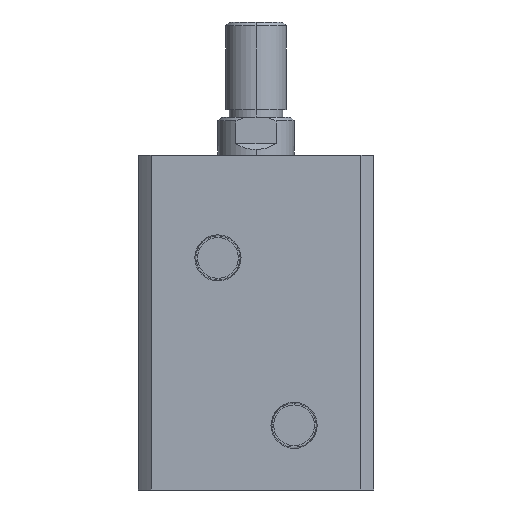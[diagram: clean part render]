
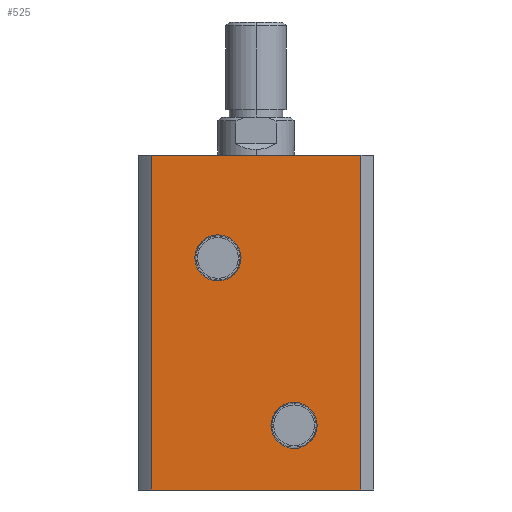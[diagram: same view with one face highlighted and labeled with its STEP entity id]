
A CAD part, left-side view. The second image highlights one B-rep face of the part: STEP entity #525.
In plain terms, the highlighted planar face has unit normal (-1, 0, 0).
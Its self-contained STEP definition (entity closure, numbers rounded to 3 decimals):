
#119 = DIRECTION ( 'NONE',  ( 0., 0., -1. ) ) ;
#123 = CARTESIAN_POINT ( 'NONE',  ( -31., 0., 88. ) ) ;
#124 = CARTESIAN_POINT ( 'NONE',  ( -31., 27.591, 88. ) ) ;
#129 = DIRECTION ( 'NONE',  ( 0., -1., 0. ) ) ;
#130 = CARTESIAN_POINT ( 'NONE',  ( -31., -27.591, 88. ) ) ;
#131 = DIRECTION ( 'NONE',  ( 0., 0., -1. ) ) ;
#132 = CARTESIAN_POINT ( 'NONE',  ( -31., 0., 0. ) ) ;
#133 = DIRECTION ( 'NONE',  ( 0., -1., 0. ) ) ;
#135 = CARTESIAN_POINT ( 'NONE',  ( -31., -10., 17. ) ) ;
#136 = DIRECTION ( 'NONE',  ( -1., 0., 0. ) ) ;
#137 = DIRECTION ( 'NONE',  ( 0., 0., 1. ) ) ;
#138 = CARTESIAN_POINT ( 'NONE',  ( -31., 10., 61. ) ) ;
#139 = DIRECTION ( 'NONE',  ( -1., 0., 0. ) ) ;
#140 = DIRECTION ( 'NONE',  ( 0., 0., 1. ) ) ;
#309 = AXIS2_PLACEMENT_3D ( 'NONE', #135, #136, #137 ) ;
#310 = AXIS2_PLACEMENT_3D ( 'NONE', #138, #139, #140 ) ;
#348 = AXIS2_PLACEMENT_3D ( 'NONE', #1882, #1883, #1884 ) ;
#352 = AXIS2_PLACEMENT_3D ( 'NONE', #1902, #1903, #1904 ) ;
#459 = ORIENTED_EDGE ( 'NONE', *, *, #3038, .F. ) ;
#525 = ADVANCED_FACE ( 'NONE', ( #1337, #1347, #1343 ), #3253, .F. ) ;
#741 = VERTEX_POINT ( 'NONE', #2319 ) ;
#744 = VERTEX_POINT ( 'NONE', #2322 ) ;
#745 = VERTEX_POINT ( 'NONE', #2323 ) ;
#749 = VERTEX_POINT ( 'NONE', #2327 ) ;
#899 = ORIENTED_EDGE ( 'NONE', *, *, #2962, .F. ) ;
#904 = ORIENTED_EDGE ( 'NONE', *, *, #2966, .F. ) ;
#908 = ORIENTED_EDGE ( 'NONE', *, *, #2964, .T. ) ;
#910 = ORIENTED_EDGE ( 'NONE', *, *, #2963, .F. ) ;
#912 = ORIENTED_EDGE ( 'NONE', *, *, #2961, .T. ) ;
#913 = ORIENTED_EDGE ( 'NONE', *, *, #2965, .F. ) ;
#918 = ORIENTED_EDGE ( 'NONE', *, *, #3030, .F. ) ;
#963 = EDGE_LOOP ( 'NONE', ( #913, #918 ) ) ;
#966 = EDGE_LOOP ( 'NONE', ( #908, #910, #899, #912 ) ) ;
#992 = EDGE_LOOP ( 'NONE', ( #904, #459 ) ) ;
#1163 = VERTEX_POINT ( 'NONE', #2411 ) ;
#1186 = VERTEX_POINT ( 'NONE', #2434 ) ;
#1187 = VERTEX_POINT ( 'NONE', #2435 ) ;
#1200 = VERTEX_POINT ( 'NONE', #2448 ) ;
#1337 = FACE_BOUND ( 'NONE', #992, .T. ) ;
#1343 = FACE_OUTER_BOUND ( 'NONE', #966, .T. ) ;
#1347 = FACE_BOUND ( 'NONE', #963, .T. ) ;
#1723 = LINE ( 'NONE', #124, #1730 ) ;
#1728 = LINE ( 'NONE', #123, #1732 ) ;
#1729 = CIRCLE ( 'NONE', #310, 6.06 ) ;
#1730 = VECTOR ( 'NONE', #119, 1000. ) ;
#1731 = LINE ( 'NONE', #130, #1734 ) ;
#1732 = VECTOR ( 'NONE', #129, 1000. ) ;
#1733 = LINE ( 'NONE', #132, #1736 ) ;
#1734 = VECTOR ( 'NONE', #131, 1000. ) ;
#1735 = CIRCLE ( 'NONE', #309, 6.06 ) ;
#1736 = VECTOR ( 'NONE', #133, 1000. ) ;
#1822 = CIRCLE ( 'NONE', #348, 6.06 ) ;
#1834 = CIRCLE ( 'NONE', #352, 6.06 ) ;
#1882 = CARTESIAN_POINT ( 'NONE',  ( -31., -10., 17. ) ) ;
#1883 = DIRECTION ( 'NONE',  ( -1., 0., 0. ) ) ;
#1884 = DIRECTION ( 'NONE',  ( 0., 0., 1. ) ) ;
#1902 = CARTESIAN_POINT ( 'NONE',  ( -31., 10., 61. ) ) ;
#1903 = DIRECTION ( 'NONE',  ( -1., 0., 0. ) ) ;
#1904 = DIRECTION ( 'NONE',  ( 0., 0., 1. ) ) ;
#2319 = CARTESIAN_POINT ( 'NONE',  ( -31., 27.591, 88. ) ) ;
#2322 = CARTESIAN_POINT ( 'NONE',  ( -31., -27.591, 88. ) ) ;
#2323 = CARTESIAN_POINT ( 'NONE',  ( -31., -27.591, 0. ) ) ;
#2327 = CARTESIAN_POINT ( 'NONE',  ( -31., 27.591, 0. ) ) ;
#2411 = CARTESIAN_POINT ( 'NONE',  ( -31., 10., 67.06 ) ) ;
#2434 = CARTESIAN_POINT ( 'NONE',  ( -31., -10., 23.06 ) ) ;
#2435 = CARTESIAN_POINT ( 'NONE',  ( -31., -10., 10.94 ) ) ;
#2448 = CARTESIAN_POINT ( 'NONE',  ( -31., 10., 54.94 ) ) ;
#2961 = EDGE_CURVE ( 'NONE', #741, #749, #1723, .T. ) ;
#2962 = EDGE_CURVE ( 'NONE', #741, #744, #1728, .T. ) ;
#2963 = EDGE_CURVE ( 'NONE', #744, #745, #1731, .T. ) ;
#2964 = EDGE_CURVE ( 'NONE', #749, #745, #1733, .T. ) ;
#2965 = EDGE_CURVE ( 'NONE', #1186, #1187, #1735, .T. ) ;
#2966 = EDGE_CURVE ( 'NONE', #1163, #1200, #1729, .T. ) ;
#3030 = EDGE_CURVE ( 'NONE', #1187, #1186, #1822, .T. ) ;
#3038 = EDGE_CURVE ( 'NONE', #1200, #1163, #1834, .T. ) ;
#3133 = AXIS2_PLACEMENT_3D ( 'NONE', #3251, #3249, #3255 ) ;
#3249 = DIRECTION ( 'NONE',  ( 1., 0., 0. ) ) ;
#3251 = CARTESIAN_POINT ( 'NONE',  ( -31., 0., 88. ) ) ;
#3253 = PLANE ( 'NONE',  #3133 ) ;
#3255 = DIRECTION ( 'NONE',  ( 0., 0., -1. ) ) ;
